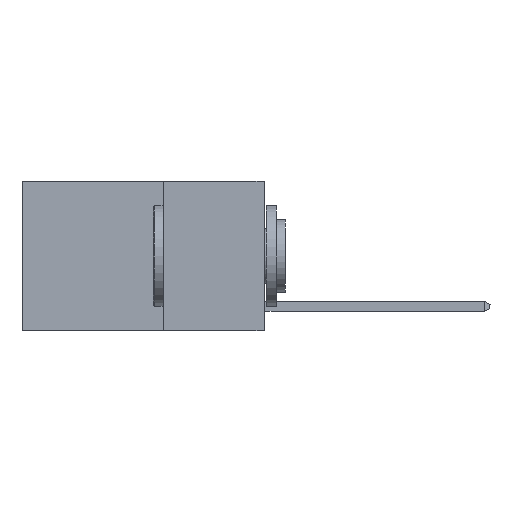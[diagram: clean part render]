
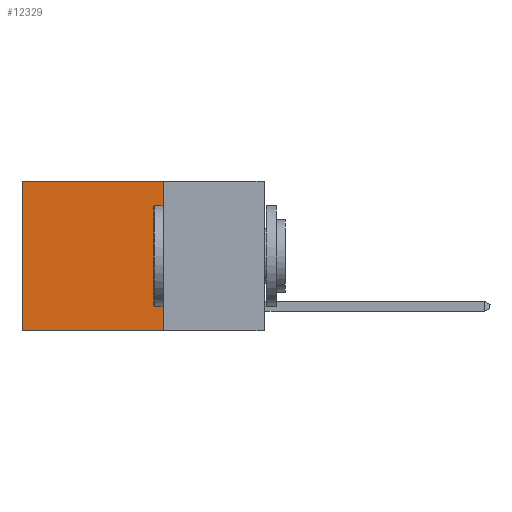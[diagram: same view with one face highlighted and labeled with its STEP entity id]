
A CAD part, left-side view. The second image highlights one B-rep face of the part: STEP entity #12329.
In plain terms, the highlighted planar face has unit normal (-1, 0, 0).
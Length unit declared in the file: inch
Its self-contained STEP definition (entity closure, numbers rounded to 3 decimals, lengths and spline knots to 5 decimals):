
#120 = DIRECTION ( 'NONE',  ( 0., 1., 0. ) ) ;
#759 = VERTEX_POINT ( 'NONE', #25434 ) ;
#1131 = AXIS2_PLACEMENT_3D ( 'NONE', #15208, #12949, #5631 ) ;
#1239 = ORIENTED_EDGE ( 'NONE', *, *, #17752, .F. ) ;
#1240 = CARTESIAN_POINT ( 'NONE',  ( 0.2625, 0.25, 0. ) ) ;
#1836 = VERTEX_POINT ( 'NONE', #28821 ) ;
#5285 = CARTESIAN_POINT ( 'NONE',  ( 0.2625, 0.25, 0. ) ) ;
#5631 = DIRECTION ( 'NONE',  ( 0., 0., -1. ) ) ;
#6018 = CARTESIAN_POINT ( 'NONE',  ( 0.2625, 0.25, 0. ) ) ;
#6222 = DIRECTION ( 'NONE',  ( 0., 0., -1. ) ) ;
#6948 = VECTOR ( 'NONE', #120, 39.37008 ) ;
#6961 = LINE ( 'NONE', #9408, #13777 ) ;
#8646 = CARTESIAN_POINT ( 'NONE',  ( 0.2625, 0.25, -0.37 ) ) ;
#8953 = EDGE_LOOP ( 'NONE', ( #27404, #1239, #24720, #29206 ) ) ;
#9408 = CARTESIAN_POINT ( 'NONE',  ( 0.2625, 0.6, 0. ) ) ;
#10224 = EDGE_CURVE ( 'NONE', #759, #25763, #6961, .T. ) ;
#11475 = EDGE_CURVE ( 'NONE', #17937, #759, #20965, .T. ) ;
#12329 = ADVANCED_FACE ( 'NONE', ( #20078 ), #15061, .F. ) ;
#12617 = CARTESIAN_POINT ( 'NONE',  ( 0.2625, 0.6, -0.37 ) ) ;
#12949 = DIRECTION ( 'NONE',  ( 1., 0., 0. ) ) ;
#13777 = VECTOR ( 'NONE', #26412, 39.37008 ) ;
#15061 = PLANE ( 'NONE',  #1131 ) ;
#15208 = CARTESIAN_POINT ( 'NONE',  ( 0.2625, 0.25, 0. ) ) ;
#17122 = EDGE_CURVE ( 'NONE', #17937, #1836, #20105, .T. ) ;
#17752 = EDGE_CURVE ( 'NONE', #1836, #25763, #22773, .T. ) ;
#17937 = VERTEX_POINT ( 'NONE', #6018 ) ;
#20078 = FACE_OUTER_BOUND ( 'NONE', #8953, .T. ) ;
#20105 = LINE ( 'NONE', #1240, #29612 ) ;
#20965 = LINE ( 'NONE', #5285, #6948 ) ;
#22746 = VECTOR ( 'NONE', #22920, 39.37008 ) ;
#22773 = LINE ( 'NONE', #8646, #22746 ) ;
#22920 = DIRECTION ( 'NONE',  ( 0., 1., 0. ) ) ;
#24720 = ORIENTED_EDGE ( 'NONE', *, *, #17122, .F. ) ;
#25434 = CARTESIAN_POINT ( 'NONE',  ( 0.2625, 0.6, 0. ) ) ;
#25763 = VERTEX_POINT ( 'NONE', #12617 ) ;
#26412 = DIRECTION ( 'NONE',  ( 0., 0., -1. ) ) ;
#27404 = ORIENTED_EDGE ( 'NONE', *, *, #10224, .T. ) ;
#28821 = CARTESIAN_POINT ( 'NONE',  ( 0.2625, 0.25, -0.37 ) ) ;
#29206 = ORIENTED_EDGE ( 'NONE', *, *, #11475, .T. ) ;
#29612 = VECTOR ( 'NONE', #6222, 39.37008 ) ;
